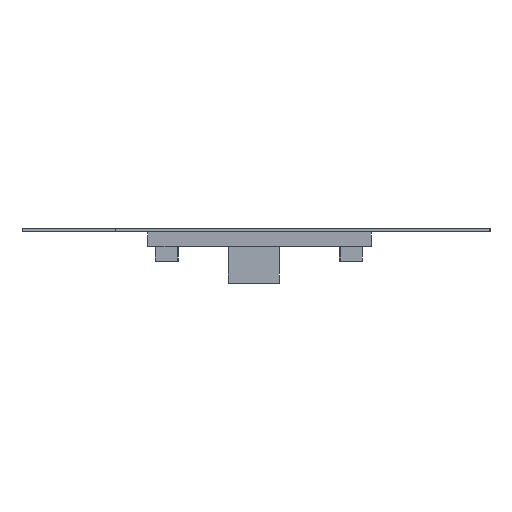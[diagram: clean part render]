
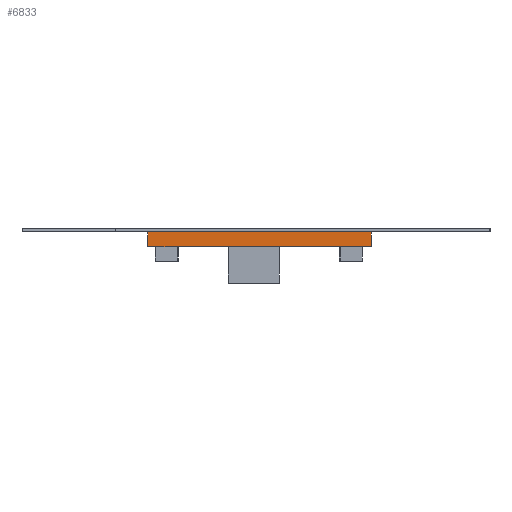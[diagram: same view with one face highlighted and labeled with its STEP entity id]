
A CAD part, left-side view. The second image highlights one B-rep face of the part: STEP entity #6833.
In plain terms, the highlighted face is planar.
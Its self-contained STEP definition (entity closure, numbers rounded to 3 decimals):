
#6736 = VERTEX_POINT('',#6737);
#6737 = CARTESIAN_POINT('',(-18.054,0.,15.618));
#6745 = EDGE_CURVE('',#6736,#6746,#6748,.T.);
#6746 = VERTEX_POINT('',#6747);
#6747 = CARTESIAN_POINT('',(-18.054,2.,15.618));
#6748 = LINE('',#6749,#6750);
#6749 = CARTESIAN_POINT('',(-18.054,0.,15.618));
#6750 = VECTOR('',#6751,1.);
#6751 = DIRECTION('',(0.,1.,0.));
#6807 = VERTEX_POINT('',#6808);
#6808 = CARTESIAN_POINT('',(12.426,0.,15.618));
#6816 = VERTEX_POINT('',#6817);
#6817 = CARTESIAN_POINT('',(12.426,2.,15.618));
#6823 = EDGE_CURVE('',#6807,#6816,#6824,.T.);
#6824 = LINE('',#6825,#6826);
#6825 = CARTESIAN_POINT('',(12.426,0.,15.618));
#6826 = VECTOR('',#6827,1.);
#6827 = DIRECTION('',(0.,1.,0.));
#6833 = ADVANCED_FACE('',(#6834),#6850,.T.);
#6834 = FACE_BOUND('',#6835,.T.);
#6835 = EDGE_LOOP('',(#6836,#6842,#6843,#6849));
#6836 = ORIENTED_EDGE('',*,*,#6837,.F.);
#6837 = EDGE_CURVE('',#6807,#6736,#6838,.T.);
#6838 = LINE('',#6839,#6840);
#6839 = CARTESIAN_POINT('',(12.426,0.,15.618));
#6840 = VECTOR('',#6841,1.);
#6841 = DIRECTION('',(-1.,0.,0.));
#6842 = ORIENTED_EDGE('',*,*,#6823,.T.);
#6843 = ORIENTED_EDGE('',*,*,#6844,.F.);
#6844 = EDGE_CURVE('',#6746,#6816,#6845,.T.);
#6845 = LINE('',#6846,#6847);
#6846 = CARTESIAN_POINT('',(12.426,2.,15.618));
#6847 = VECTOR('',#6848,1.);
#6848 = DIRECTION('',(1.,0.,0.));
#6849 = ORIENTED_EDGE('',*,*,#6745,.F.);
#6850 = PLANE('',#6851);
#6851 = AXIS2_PLACEMENT_3D('',#6852,#6853,#6854);
#6852 = CARTESIAN_POINT('',(-18.054,0.,15.618));
#6853 = DIRECTION('',(0.,0.,1.));
#6854 = DIRECTION('',(1.,0.,0.));
